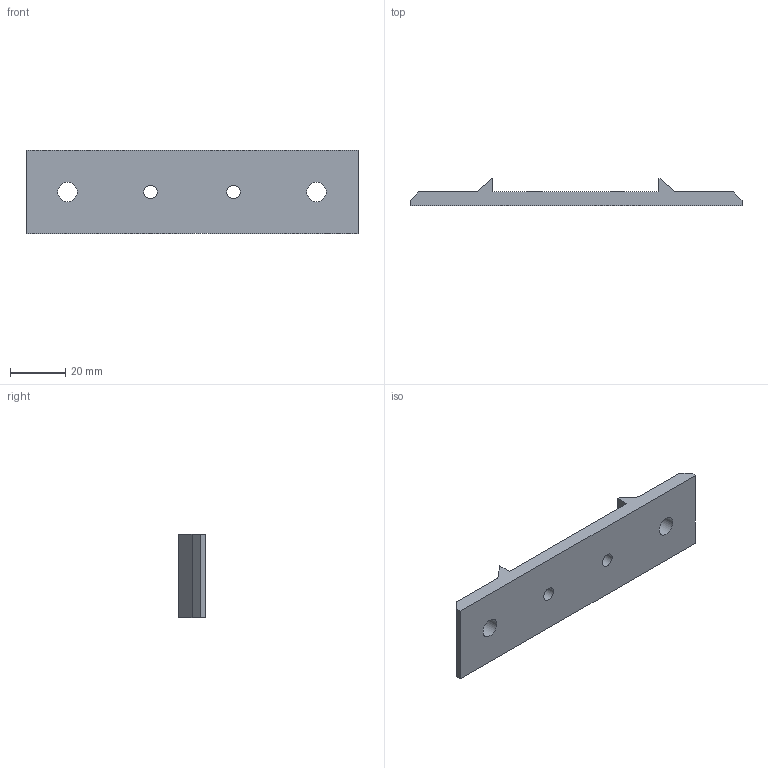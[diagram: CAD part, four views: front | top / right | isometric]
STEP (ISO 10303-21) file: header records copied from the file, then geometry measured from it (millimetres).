
FILE_DESCRIPTION(/* description */ (''),/* implementation_level */ '2;1');
FILE_NAME(/* name */ 'DAF6030-6.stp',/* time_stamp */ '2025-03-27T10:12:58+08:00',/* author */ ('1091212-1'),/* organization */ (''),/* preprocessor_version */ 'ST-DEVELOPER v15.6',/* originating_system */ 'Autodesk Inventor 2015',/* authorisation */ '');
FILE_SCHEMA (('AUTOMOTIVE_DESIGN { 1 0 10303 214 3 1 1 }'));
Length unit declared in the file: millimetre
Products named in the file (1): DAF6030-6
Bounding box: 120 x 10 x 30 mm (x, y, z)
Volume: 18055.3 mm3; surface area: 9189.7 mm2
Topology: 1 solids, 1 shells, 18 faces, 52 edges, 36 vertices
Faces by surface type: plane 14, cylinder 4
Full cylindrical faces by diameter (mm): 4.917 x2, 7 x2
Entity records: 580 total; most frequent: CARTESIAN_POINT 95, DIRECTION 90, ORIENTED_EDGE 88, EDGE_CURVE 44, LINE 36, VECTOR 36, VERTEX_POINT 32, EDGE_LOOP 30
